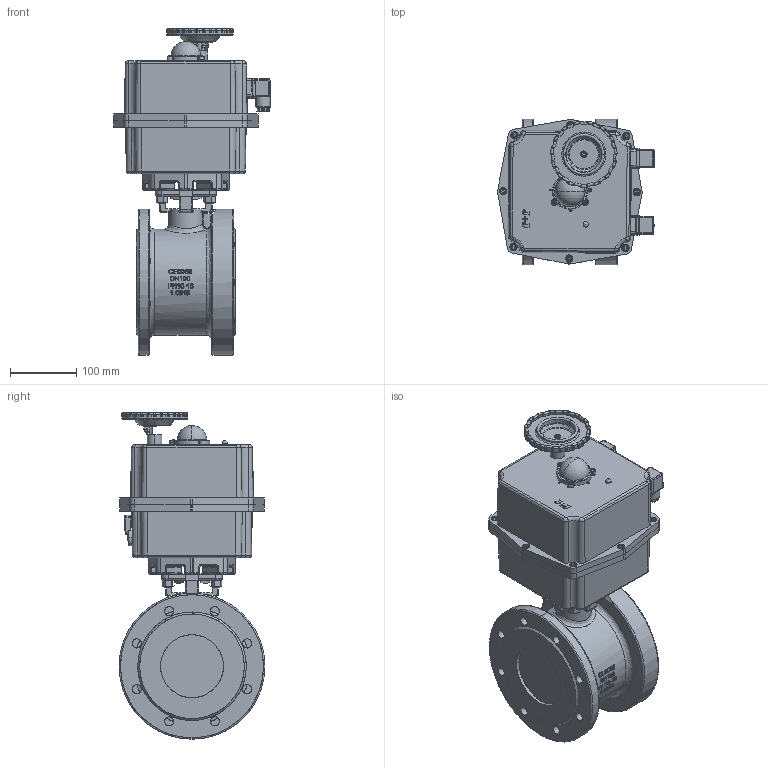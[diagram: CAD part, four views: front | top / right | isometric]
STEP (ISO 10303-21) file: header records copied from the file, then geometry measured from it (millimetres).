
FILE_DESCRIPTION (( 'STEP AP214' ), '1' );
FILE_NAME ('EK06_DN100 (EK06000011).STEP', '2022-05-12T07:47:04', ( '' ), ( '' ), 'SwSTEP 2.0', 'SolidWorks 2021', '' );
FILE_SCHEMA (( 'AUTOMOTIVE_DESIGN' ));
Length unit declared in the file: metre
Products named in the file (1): EK06_DN100 (EK06000011)
Bounding box: 236.88 x 220 x 492.5 mm (x, y, z)
Surface area: 517171.8 mm2 (no closed solid volume)
Topology: 0 solids, 415 shells, 1925 faces, 7279 edges, 5614 vertices
Faces by surface type: cylinder 863, plane 498, torus 218, bspline 170, cone 143, sphere 33
Entity records: 139988 total; most frequent: CARTESIAN_POINT 61173, DIRECTION 11637, ORIENTED_EDGE 10439, EDGE_CURVE 7231, VERTEX_POINT 5605, AXIS2_PLACEMENT_3D 4462, LINE 2713, VECTOR 2713
